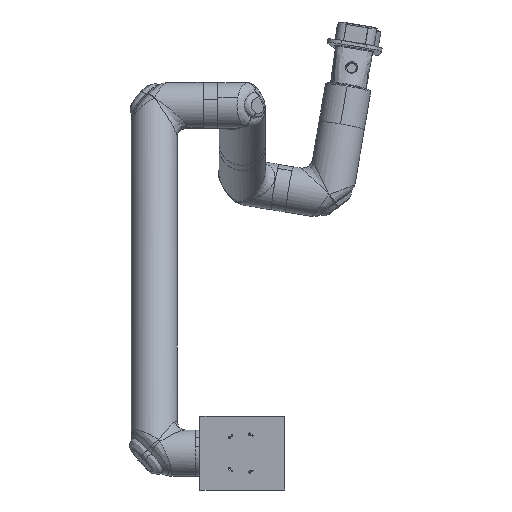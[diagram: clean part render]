
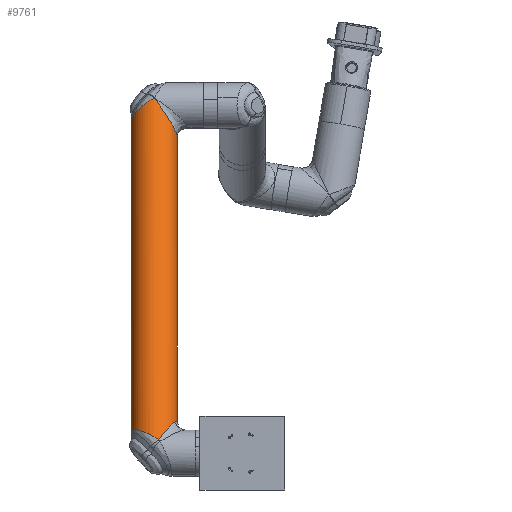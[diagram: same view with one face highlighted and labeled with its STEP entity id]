
A CAD part, front view. The second image highlights one B-rep face of the part: STEP entity #9761.
In plain terms, the highlighted cylindrical face has radius 47 mm (diameter 94 mm), a partial arc.
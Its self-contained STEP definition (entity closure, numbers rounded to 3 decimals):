
#586 = DIRECTION ( 'NONE',  ( 0., 1., 0. ) ) ;
#686 = CARTESIAN_POINT ( 'NONE',  ( -109.507, 427.725, 24.75 ) ) ;
#828 = CARTESIAN_POINT ( 'NONE',  ( -103.37, 436.472, 7.146 ) ) ;
#865 = CARTESIAN_POINT ( 'NONE',  ( -103., 370., 0. ) ) ;
#1094 = CARTESIAN_POINT ( 'NONE',  ( -103., 436.999, 0. ) ) ;
#1258 = CARTESIAN_POINT ( 'NONE',  ( -150., 370., 0. ) ) ;
#1350 = CARTESIAN_POINT ( 'NONE',  ( -103., 1058.285, 1.88 ) ) ;
#1395 = ORIENTED_EDGE ( 'NONE', *, *, #10150, .F. ) ;
#1556 = CARTESIAN_POINT ( 'NONE',  ( -164.588, 397.313, 46.669 ) ) ;
#1770 = AXIS2_PLACEMENT_3D ( 'NONE', #1258, #3666, #7589 ) ;
#2730 = CARTESIAN_POINT ( 'NONE',  ( -171.604, 1111.014, 43.666 ) ) ;
#3124 = CARTESIAN_POINT ( 'NONE',  ( -141.375, 382.296, 46.202 ) ) ;
#3666 = DIRECTION ( 'NONE',  ( 0., 1., 0. ) ) ;
#3894 = CARTESIAN_POINT ( 'NONE',  ( -113.723, 1073.571, 30.461 ) ) ;
#3912 = LINE ( 'NONE', #8682, #4971 ) ;
#4172 = ORIENTED_EDGE ( 'NONE', *, *, #4406, .F. ) ;
#4406 = EDGE_CURVE ( 'NONE', #24635, #18087, #26429, .T. ) ;
#4460 = ORIENTED_EDGE ( 'NONE', *, *, #6337, .F. ) ;
#4971 = VECTOR ( 'NONE', #21525, 1000. ) ;
#5075 = CARTESIAN_POINT ( 'NONE',  ( -132.247, 395.307, 43.863 ) ) ;
#5481 = CARTESIAN_POINT ( 'NONE',  ( -103.001, 436.999, 2.497 ) ) ;
#5598 = EDGE_CURVE ( 'NONE', #21800, #20327, #8550, .T. ) ;
#5726 = CARTESIAN_POINT ( 'NONE',  ( -103., 1058.285, 0. ) ) ;
#5865 = CARTESIAN_POINT ( 'NONE',  ( -139.587, 1110.441, 46.211 ) ) ;
#6337 = EDGE_CURVE ( 'NONE', #20327, #12605, #20007, .T. ) ;
#6946 = CARTESIAN_POINT ( 'NONE',  ( -188.88, 1098.796, 29.375 ) ) ;
#7565 = CARTESIAN_POINT ( 'NONE',  ( -123.76, 407.406, 39.395 ) ) ;
#7589 = DIRECTION ( 'NONE',  ( 1., 0., 0. ) ) ;
#8099 = CARTESIAN_POINT ( 'NONE',  ( -103.249, 1058.64, 6.026 ) ) ;
#8550 = B_SPLINE_CURVE_WITH_KNOTS ( 'NONE', 3,
 ( #1094, #5481, #828, #18313, #686, #26735, #7565, #5075, #9288, #16194 ),
 .UNSPECIFIED., .F., .F.,
 ( 4, 1, 1, 1, 1, 1, 1, 4 ),
 ( 0.517, 0.573, 0.62, 0.716, 0.788, 0.86, 0.931, 1. ),
 .UNSPECIFIED. ) ;
#8682 = CARTESIAN_POINT ( 'NONE',  ( -197., 370., 0. ) ) ;
#8934 = CARTESIAN_POINT ( 'NONE',  ( -157.047, 1120.431, 47.035 ) ) ;
#9077 = CARTESIAN_POINT ( 'NONE',  ( -196.998, 1091.049, 2.863 ) ) ;
#9288 = CARTESIAN_POINT ( 'NONE',  ( -138.339, 386.623, 45.635 ) ) ;
#9761 = ADVANCED_FACE ( 'NONE', ( #26898 ), #20590, .T. ) ;
#10024 = VECTOR ( 'NONE', #586, 1000. ) ;
#10150 = EDGE_CURVE ( 'NONE', #12605, #24635, #3912, .T. ) ;
#10167 = CARTESIAN_POINT ( 'NONE',  ( -184.759, 409.078, 34.403 ) ) ;
#10980 = B_SPLINE_CURVE_WITH_KNOTS ( 'NONE', 3,
 ( #12076, #22915, #5865, #25010, #20674, #3894, #27397, #12353, #8099, #1350, #5726 ),
 .UNSPECIFIED., .F., .F.,
 ( 4, 1, 1, 1, 1, 1, 1, 1, 4 ),
 ( 0., 0.071, 0.143, 0.214, 0.286, 0.358, 0.429, 0.477, 0.516 ),
 .UNSPECIFIED. ) ;
#11333 = CARTESIAN_POINT ( 'NONE',  ( -149.773, 1124.962, 46.999 ) ) ;
#11651 = CARTESIAN_POINT ( 'NONE',  ( -149.773, 1124.962, 46.999 ) ) ;
#12076 = CARTESIAN_POINT ( 'NONE',  ( -149.773, 1124.962, 46.999 ) ) ;
#12353 = CARTESIAN_POINT ( 'NONE',  ( -104.694, 1060.7, 13.451 ) ) ;
#12508 = EDGE_LOOP ( 'NONE', ( #1395, #4460, #12737, #21665, #21445, #4172 ) ) ;
#12605 = VERTEX_POINT ( 'NONE', #22140 ) ;
#12737 = ORIENTED_EDGE ( 'NONE', *, *, #5598, .F. ) ;
#13022 = CARTESIAN_POINT ( 'NONE',  ( -197., 1090.758, 0. ) ) ;
#13431 = LINE ( 'NONE', #865, #10024 ) ;
#13984 = CARTESIAN_POINT ( 'NONE',  ( -197., 413.487, 0. ) ) ;
#14414 = VERTEX_POINT ( 'NONE', #23048 ) ;
#14922 = CARTESIAN_POINT ( 'NONE',  ( -197., 1090.758, 0. ) ) ;
#16194 = CARTESIAN_POINT ( 'NONE',  ( -141.375, 382.296, 46.202 ) ) ;
#16480 = EDGE_CURVE ( 'NONE', #21800, #14414, #13431, .T. ) ;
#18087 = VERTEX_POINT ( 'NONE', #11651 ) ;
#18313 = CARTESIAN_POINT ( 'NONE',  ( -105.399, 433.581, 15.885 ) ) ;
#18774 = CARTESIAN_POINT ( 'NONE',  ( -196.996, 413.949, 4.586 ) ) ;
#20007 = B_SPLINE_CURVE_WITH_KNOTS ( 'NONE', 3,
 ( #3124, #20889, #1556, #10167, #20338, #18774, #13984 ),
 .UNSPECIFIED., .F., .F.,
 ( 4, 1, 1, 1, 4 ),
 ( 0., 0.278, 0.556, 0.833, 1. ),
 .UNSPECIFIED. ) ;
#20327 = VERTEX_POINT ( 'NONE', #22325 ) ;
#20338 = CARTESIAN_POINT ( 'NONE',  ( -195.222, 414.043, 16.814 ) ) ;
#20590 = CYLINDRICAL_SURFACE ( 'NONE', #1770, 47. ) ;
#20674 = CARTESIAN_POINT ( 'NONE',  ( -121.129, 1084.128, 37.555 ) ) ;
#20889 = CARTESIAN_POINT ( 'NONE',  ( -148.883, 387.28, 47.604 ) ) ;
#21445 = ORIENTED_EDGE ( 'NONE', *, *, #24489, .F. ) ;
#21525 = DIRECTION ( 'NONE',  ( 0., 1., 0. ) ) ;
#21627 = CARTESIAN_POINT ( 'NONE',  ( -196.082, 1092.648, 13.002 ) ) ;
#21665 = ORIENTED_EDGE ( 'NONE', *, *, #16480, .T. ) ;
#21800 = VERTEX_POINT ( 'NONE', #26702 ) ;
#22140 = CARTESIAN_POINT ( 'NONE',  ( -197., 413.487, 0. ) ) ;
#22325 = CARTESIAN_POINT ( 'NONE',  ( -141.375, 382.296, 46.202 ) ) ;
#22915 = CARTESIAN_POINT ( 'NONE',  ( -146.377, 1120.121, 46.983 ) ) ;
#23048 = CARTESIAN_POINT ( 'NONE',  ( -103., 1058.285, 0. ) ) ;
#24489 = EDGE_CURVE ( 'NONE', #18087, #14414, #10980, .T. ) ;
#24635 = VERTEX_POINT ( 'NONE', #14922 ) ;
#25010 = CARTESIAN_POINT ( 'NONE',  ( -129.887, 1096.614, 42.889 ) ) ;
#26429 = B_SPLINE_CURVE_WITH_KNOTS ( 'NONE', 3,
 ( #13022, #9077, #21627, #6946, #2730, #8934, #11333 ),
 .UNSPECIFIED., .F., .F.,
 ( 4, 1, 1, 1, 4 ),
 ( 0., 0.116, 0.411, 0.705, 1. ),
 .UNSPECIFIED. ) ;
#26702 = CARTESIAN_POINT ( 'NONE',  ( -103., 436.999, 0. ) ) ;
#26735 = CARTESIAN_POINT ( 'NONE',  ( -116.259, 418.099, 33.196 ) ) ;
#26898 = FACE_OUTER_BOUND ( 'NONE', #12508, .T. ) ;
#27397 = CARTESIAN_POINT ( 'NONE',  ( -108.017, 1065.437, 21.939 ) ) ;
